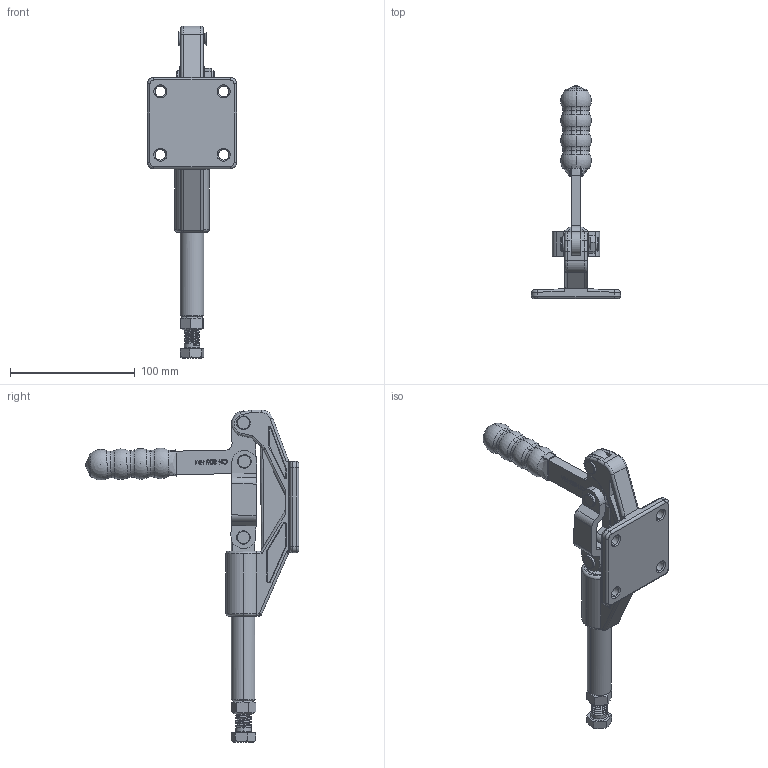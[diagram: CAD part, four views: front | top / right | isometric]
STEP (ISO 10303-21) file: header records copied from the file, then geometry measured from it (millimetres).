
FILE_DESCRIPTION (( 'STEP AP203' ), '1' );
FILE_NAME ('CH-305-HM.STEP', '2017-11-28T01:15:08', ( 'Windows' ), ( 'Microsoft' ), 'SwSTEP 2.0', 'SolidWorks 2015', '' );
FILE_SCHEMA (( 'CONFIG_CONTROL_DESIGN' ));
Length unit declared in the file: millimetre
Products named in the file (12): 304-05; CH-304-HM-01 BASE; CH-305-HM-03 HANDLE; CH-304-HM-02 CREST STALK; 湮-HM; CH-304-HM-07; CH-305-HM; CH-304-HM-04 CONNECTING-PLATE; CH-304-HM-06; 5-16 LOCK NUT; M12 Nut; CH-SA-125017 SPINDLE SUPPLIED
Assembly tree (15 placements, depth 2):
  CH-305-HM
    CH-304-HM-01 BASE
    CH-304-HM-02 CREST STALK
    CH-304-HM-07  x2
    CH-304-HM-04 CONNECTING-PLATE  x2
    CH-304-HM-06  x2
    5-16 LOCK NUT  x2
    M12 Nut
    CH-SA-125017 SPINDLE SUPPLIED
    304-05
    CH-305-HM-03 HANDLE
    湮-HM
Bounding box: 71.4 x 171.27 x 266.28 mm (x, y, z)
Volume: 199999 mm3; surface area: 83292.5 mm2
Topology: 15 solids, 15 shells, 2467 faces, 6414 edges, 4008 vertices
Faces by surface type: plane 1335, cylinder 790, bspline 200, cone 73, torus 57, sphere 12
Entity records: 68255 total; most frequent: CARTESIAN_POINT 28554, ORIENTED_EDGE 8472, DIRECTION 7502, EDGE_CURVE 4236, VERTEX_POINT 2671, AXIS2_PLACEMENT_3D 2606, VECTOR 2290, LINE 2290
